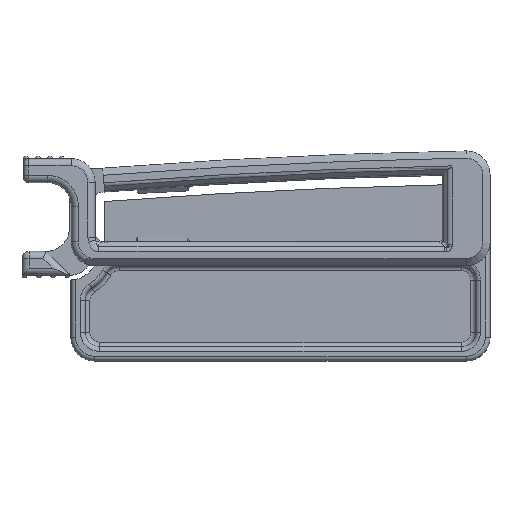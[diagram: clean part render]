
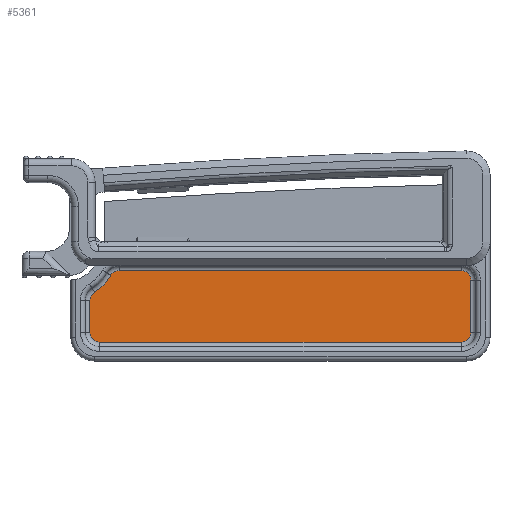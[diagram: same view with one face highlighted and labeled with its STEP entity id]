
A CAD part, top view. The second image highlights one B-rep face of the part: STEP entity #5361.
In plain terms, the highlighted planar face has unit normal (0, 0, 1).
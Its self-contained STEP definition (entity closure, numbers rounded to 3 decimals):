
#9 = DIRECTION ( 'NONE',  ( 1., 0., 0. ) ) ;
#19 = CARTESIAN_POINT ( 'NONE',  ( -31.449, -27.004, 1. ) ) ;
#92 = CIRCLE ( 'NONE', #4427, 2. ) ;
#108 = AXIS2_PLACEMENT_3D ( 'NONE', #4592, #2497, #2020 ) ;
#163 = CARTESIAN_POINT ( 'NONE',  ( -27.314, -14.004, 1. ) ) ;
#369 = CIRCLE ( 'NONE', #629, 2. ) ;
#388 = VERTEX_POINT ( 'NONE', #5162 ) ;
#470 = CIRCLE ( 'NONE', #108, 2. ) ;
#548 = DIRECTION ( 'NONE',  ( 1., 0., 0. ) ) ;
#594 = AXIS2_PLACEMENT_3D ( 'NONE', #3580, #2843, #3607 ) ;
#615 = EDGE_CURVE ( 'NONE', #2663, #5171, #3654, .T. ) ;
#616 = CARTESIAN_POINT ( 'NONE',  ( -27.314, -12.004, 1. ) ) ;
#625 = EDGE_CURVE ( 'NONE', #756, #2240, #5443, .T. ) ;
#629 = AXIS2_PLACEMENT_3D ( 'NONE', #887, #3463, #3433 ) ;
#715 = CARTESIAN_POINT ( 'NONE',  ( 67.968, -1267.525, 1. ) ) ;
#733 = ORIENTED_EDGE ( 'NONE', *, *, #625, .T. ) ;
#756 = VERTEX_POINT ( 'NONE', #3488 ) ;
#836 = CARTESIAN_POINT ( 'NONE',  ( -37.711, -8.01, 1. ) ) ;
#878 = CARTESIAN_POINT ( 'NONE',  ( -32.493, -16.541, 1. ) ) ;
#887 = CARTESIAN_POINT ( 'NONE',  ( -31.449, -25.004, 1. ) ) ;
#970 = CIRCLE ( 'NONE', #4829, 2. ) ;
#1055 = EDGE_CURVE ( 'NONE', #388, #2663, #92, .T. ) ;
#1061 = VERTEX_POINT ( 'NONE', #878 ) ;
#1107 = AXIS2_PLACEMENT_3D ( 'NONE', #3060, #4372, #548 ) ;
#1126 = DIRECTION ( 'NONE',  ( 0., 1., 0. ) ) ;
#1150 = EDGE_CURVE ( 'NONE', #2240, #1960, #970, .T. ) ;
#1404 = DIRECTION ( 'NONE',  ( 1., 0., 0. ) ) ;
#1595 = CIRCLE ( 'NONE', #1692, 10. ) ;
#1611 = DIRECTION ( 'NONE',  ( 0., 0., 1. ) ) ;
#1637 = EDGE_CURVE ( 'NONE', #2453, #1061, #1595, .T. ) ;
#1692 = AXIS2_PLACEMENT_3D ( 'NONE', #836, #2537, #5357 ) ;
#1713 = CARTESIAN_POINT ( 'NONE',  ( -33.449, -18.247, 1. ) ) ;
#1764 = VECTOR ( 'NONE', #3353, 1000. ) ;
#1785 = EDGE_CURVE ( 'NONE', #4797, #5025, #369, .T. ) ;
#1788 = CARTESIAN_POINT ( 'NONE',  ( -29.051, -13.01, 1. ) ) ;
#1833 = CARTESIAN_POINT ( 'NONE',  ( 46.551, -14.004, 1. ) ) ;
#1960 = VERTEX_POINT ( 'NONE', #5216 ) ;
#2020 = DIRECTION ( 'NONE',  ( 1., 0., 0. ) ) ;
#2046 = EDGE_CURVE ( 'NONE', #3489, #4797, #3172, .T. ) ;
#2113 = ORIENTED_EDGE ( 'NONE', *, *, #1637, .T. ) ;
#2117 = CARTESIAN_POINT ( 'NONE',  ( 67.968, -27.004, 1. ) ) ;
#2129 = VECTOR ( 'NONE', #1126, 1000. ) ;
#2167 = EDGE_CURVE ( 'NONE', #5025, #388, #3376, .T. ) ;
#2240 = VERTEX_POINT ( 'NONE', #616 ) ;
#2345 = ORIENTED_EDGE ( 'NONE', *, *, #1785, .T. ) ;
#2396 = ORIENTED_EDGE ( 'NONE', *, *, #2046, .T. ) ;
#2453 = VERTEX_POINT ( 'NONE', #1788 ) ;
#2497 = DIRECTION ( 'NONE',  ( 0., 0., 1. ) ) ;
#2502 = CARTESIAN_POINT ( 'NONE',  ( 46.551, -25.004, 1. ) ) ;
#2537 = DIRECTION ( 'NONE',  ( 0., 0., -1. ) ) ;
#2663 = VERTEX_POINT ( 'NONE', #2502 ) ;
#2677 = ORIENTED_EDGE ( 'NONE', *, *, #1150, .T. ) ;
#2843 = DIRECTION ( 'NONE',  ( 0., 0., -1. ) ) ;
#2966 = CARTESIAN_POINT ( 'NONE',  ( 44.551, -25.004, 1. ) ) ;
#3025 = EDGE_CURVE ( 'NONE', #5171, #756, #470, .T. ) ;
#3060 = CARTESIAN_POINT ( 'NONE',  ( -31.449, -18.247, 1. ) ) ;
#3172 = LINE ( 'NONE', #4874, #4869 ) ;
#3179 = VECTOR ( 'NONE', #9, 1000. ) ;
#3265 = CARTESIAN_POINT ( 'NONE',  ( 46.551, -1267.525, 1. ) ) ;
#3268 = EDGE_LOOP ( 'NONE', ( #2677, #4848, #2113, #4639, #2396, #2345, #3382, #5238, #4479, #3823, #733 ) ) ;
#3353 = DIRECTION ( 'NONE',  ( -1., 0., 0. ) ) ;
#3376 = LINE ( 'NONE', #2117, #3179 ) ;
#3382 = ORIENTED_EDGE ( 'NONE', *, *, #2167, .T. ) ;
#3433 = DIRECTION ( 'NONE',  ( 1., 0., 0. ) ) ;
#3463 = DIRECTION ( 'NONE',  ( 0., 0., 1. ) ) ;
#3488 = CARTESIAN_POINT ( 'NONE',  ( 44.551, -12.004, 1. ) ) ;
#3489 = VERTEX_POINT ( 'NONE', #1713 ) ;
#3580 = CARTESIAN_POINT ( 'NONE',  ( -35.282, -9.229, 1. ) ) ;
#3607 = DIRECTION ( 'NONE',  ( 1., 0., 0. ) ) ;
#3651 = FACE_OUTER_BOUND ( 'NONE', #3268, .T. ) ;
#3654 = LINE ( 'NONE', #3265, #2129 ) ;
#3823 = ORIENTED_EDGE ( 'NONE', *, *, #3025, .T. ) ;
#4241 = DIRECTION ( 'NONE',  ( 1., 0., 0. ) ) ;
#4243 = EDGE_CURVE ( 'NONE', #1061, #3489, #5461, .T. ) ;
#4372 = DIRECTION ( 'NONE',  ( 0., 0., 1. ) ) ;
#4427 = AXIS2_PLACEMENT_3D ( 'NONE', #2966, #4654, #4241 ) ;
#4454 = EDGE_CURVE ( 'NONE', #1960, #2453, #5373, .T. ) ;
#4460 = DIRECTION ( 'NONE',  ( 0., -1., 0. ) ) ;
#4479 = ORIENTED_EDGE ( 'NONE', *, *, #615, .T. ) ;
#4592 = CARTESIAN_POINT ( 'NONE',  ( 44.551, -14.004, 1. ) ) ;
#4601 = PLANE ( 'NONE',  #4932 ) ;
#4639 = ORIENTED_EDGE ( 'NONE', *, *, #4243, .T. ) ;
#4654 = DIRECTION ( 'NONE',  ( 0., 0., 1. ) ) ;
#4797 = VERTEX_POINT ( 'NONE', #4855 ) ;
#4829 = AXIS2_PLACEMENT_3D ( 'NONE', #163, #5288, #1404 ) ;
#4848 = ORIENTED_EDGE ( 'NONE', *, *, #4454, .T. ) ;
#4855 = CARTESIAN_POINT ( 'NONE',  ( -33.449, -25.004, 1. ) ) ;
#4869 = VECTOR ( 'NONE', #4460, 1000. ) ;
#4874 = CARTESIAN_POINT ( 'NONE',  ( -33.449, -1267.525, 1. ) ) ;
#4931 = DIRECTION ( 'NONE',  ( 1., 0., 0. ) ) ;
#4932 = AXIS2_PLACEMENT_3D ( 'NONE', #715, #1611, #4931 ) ;
#4968 = CARTESIAN_POINT ( 'NONE',  ( 67.968, -12.004, 1. ) ) ;
#5025 = VERTEX_POINT ( 'NONE', #19 ) ;
#5162 = CARTESIAN_POINT ( 'NONE',  ( 44.551, -27.004, 1. ) ) ;
#5171 = VERTEX_POINT ( 'NONE', #1833 ) ;
#5216 = CARTESIAN_POINT ( 'NONE',  ( -29.03, -12.976, 1. ) ) ;
#5238 = ORIENTED_EDGE ( 'NONE', *, *, #1055, .T. ) ;
#5288 = DIRECTION ( 'NONE',  ( 0., 0., 1. ) ) ;
#5357 = DIRECTION ( 'NONE',  ( 1., 0., 0. ) ) ;
#5361 = ADVANCED_FACE ( 'NONE', ( #3651 ), #4601, .T. ) ;
#5373 = CIRCLE ( 'NONE', #594, 7.289 ) ;
#5443 = LINE ( 'NONE', #4968, #1764 ) ;
#5461 = CIRCLE ( 'NONE', #1107, 2. ) ;
